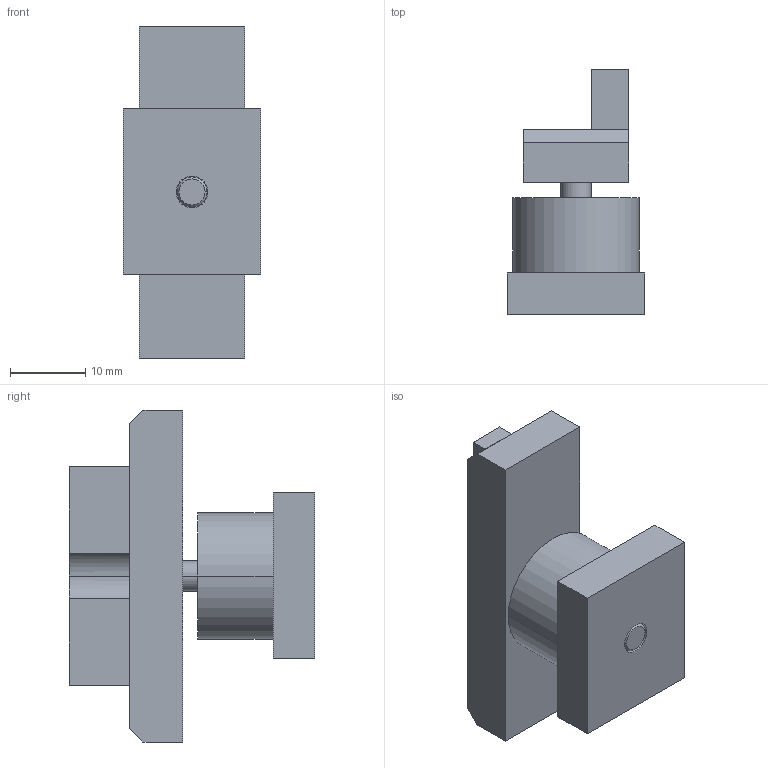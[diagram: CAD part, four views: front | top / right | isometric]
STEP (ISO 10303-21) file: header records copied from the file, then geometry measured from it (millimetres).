
FILE_DESCRIPTION(('STEP AP214'),'1');
FILE_NAME('HALDERV_EH_1586_201.stp','2017-09-06T07:07:05',('TraceParts'),('TraceParts S.A.'),'Spatial InterOp 3D',' ',' ');
FILE_SCHEMA(('automotive_design'));
Length unit declared in the file: millimetre
Products named in the file (3): HALDERV_EH_1586_201_1; HALDERV_EH_1586_201_2; HALDERV_EH_1586_201_3
Bounding box: 18.2 x 32.5 x 44 mm (x, y, z)
Volume: 9748.6 mm3; surface area: 5044.6 mm2
Topology: 3 solids, 3 shells, 47 faces, 113 edges, 75 vertices
Faces by surface type: plane 31, cylinder 12, torus 2, cone 2
Entity records: 1804 total; most frequent: DIRECTION 248, CARTESIAN_POINT 238, ORIENTED_EDGE 226, EDGE_CURVE 113, AXIS2_PLACEMENT_3D 85, LINE 78, VECTOR 78, VERTEX_POINT 75
